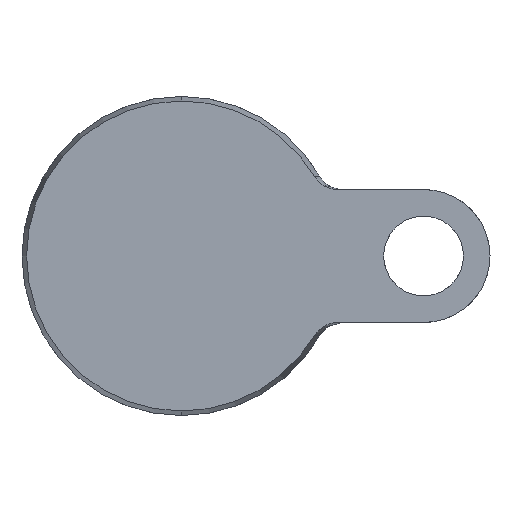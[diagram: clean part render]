
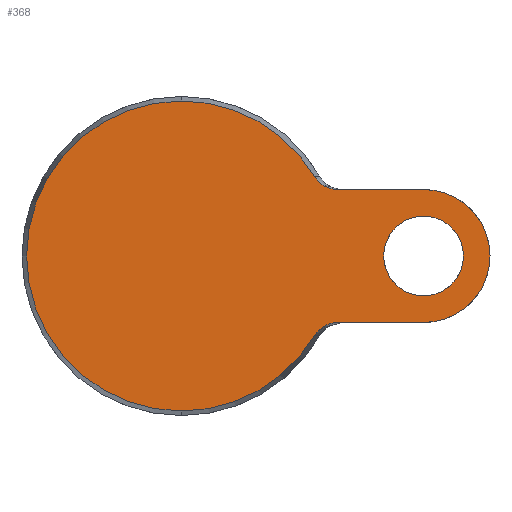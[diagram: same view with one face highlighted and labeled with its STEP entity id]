
A CAD part, front view. The second image highlights one B-rep face of the part: STEP entity #368.
In plain terms, the highlighted planar face has unit normal (0, -1, 0).
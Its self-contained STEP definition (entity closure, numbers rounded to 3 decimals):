
#7 = CARTESIAN_POINT ( 'NONE',  ( 25.011, 0., -14.959 ) ) ;
#31 = AXIS2_PLACEMENT_3D ( 'NONE', #539, #527, #893 ) ;
#40 = EDGE_CURVE ( 'NONE', #1472, #794, #516, .T. ) ;
#41 = CARTESIAN_POINT ( 'NONE',  ( 15., 0., -12.5 ) ) ;
#59 = ORIENTED_EDGE ( 'NONE', *, *, #499, .F. ) ;
#70 = CARTESIAN_POINT ( 'NONE',  ( 0., 0., -29.143 ) ) ;
#86 = EDGE_CURVE ( 'NONE', #995, #914, #899, .T. ) ;
#105 = VECTOR ( 'NONE', #755, 1000. ) ;
#113 = CARTESIAN_POINT ( 'NONE',  ( 25.011, 0., -14.959 ) ) ;
#125 = VERTEX_POINT ( 'NONE', #70 ) ;
#126 = CARTESIAN_POINT ( 'NONE',  ( 25.237, 0., -14.58 ) ) ;
#141 = DIRECTION ( 'NONE',  ( 0., 0., 1. ) ) ;
#150 = DIRECTION ( 'NONE',  ( 0., 1., 0. ) ) ;
#166 = DIRECTION ( 'NONE',  ( 0., -1., 0. ) ) ;
#173 = VERTEX_POINT ( 'NONE', #643 ) ;
#233 = DIRECTION ( 'NONE',  ( 0., -1., 0. ) ) ;
#244 = CARTESIAN_POINT ( 'NONE',  ( 25.977, 0., -13.784 ) ) ;
#248 = CIRCLE ( 'NONE', #820, 12.5 ) ;
#263 = CIRCLE ( 'NONE', #545, 29.143 ) ;
#294 = AXIS2_PLACEMENT_3D ( 'NONE', #1169, #846, #141 ) ;
#303 = EDGE_CURVE ( 'NONE', #125, #1069, #919, .T. ) ;
#305 = LINE ( 'NONE', #1090, #105 ) ;
#306 = CARTESIAN_POINT ( 'NONE',  ( 25.011, 0., 14.959 ) ) ;
#314 = VERTEX_POINT ( 'NONE', #1276 ) ;
#335 = CARTESIAN_POINT ( 'NONE',  ( 0., 0., 0. ) ) ;
#355 = CARTESIAN_POINT ( 'NONE',  ( 26.862, 0., -13.142 ) ) ;
#356 = ORIENTED_EDGE ( 'NONE', *, *, #855, .F. ) ;
#368 = ADVANCED_FACE ( 'NONE', ( #598, #492 ), #400, .F. ) ;
#371 = EDGE_LOOP ( 'NONE', ( #59, #628, #865, #824, #706, #715, #1451, #356 ) ) ;
#389 = AXIS2_PLACEMENT_3D ( 'NONE', #854, #1170, #960 ) ;
#400 = PLANE ( 'NONE',  #389 ) ;
#414 = CARTESIAN_POINT ( 'NONE',  ( 26.495, 0., 13.38 ) ) ;
#421 = CARTESIAN_POINT ( 'NONE',  ( 27.659, 0., 12.79 ) ) ;
#433 = CARTESIAN_POINT ( 'NONE',  ( 27.057, 0., 13.048 ) ) ;
#438 = CARTESIAN_POINT ( 'NONE',  ( 28.933, 0., -12.5 ) ) ;
#441 = CARTESIAN_POINT ( 'NONE',  ( 0., 0., 0. ) ) ;
#492 = FACE_BOUND ( 'NONE', #691, .T. ) ;
#493 = CARTESIAN_POINT ( 'NONE',  ( 28.502, 0., 12.556 ) ) ;
#499 = EDGE_CURVE ( 'NONE', #995, #1058, #305, .T. ) ;
#516 = LINE ( 'NONE', #41, #1203 ) ;
#527 = DIRECTION ( 'NONE',  ( 0., 1., 0. ) ) ;
#539 = CARTESIAN_POINT ( 'NONE',  ( 45.5, 0., 0. ) ) ;
#543 = CARTESIAN_POINT ( 'NONE',  ( 27.871, 0., -12.72 ) ) ;
#545 = AXIS2_PLACEMENT_3D ( 'NONE', #600, #166, #1182 ) ;
#560 = CARTESIAN_POINT ( 'NONE',  ( 45.5, 0., -12.5 ) ) ;
#562 = DIRECTION ( 'NONE',  ( 0., 0., -1. ) ) ;
#583 = EDGE_CURVE ( 'NONE', #314, #609, #1319, .T. ) ;
#597 = DIRECTION ( 'NONE',  ( 0., 0., -1. ) ) ;
#598 = FACE_OUTER_BOUND ( 'NONE', #371, .T. ) ;
#600 = CARTESIAN_POINT ( 'NONE',  ( 0., 0., 0. ) ) ;
#609 = VERTEX_POINT ( 'NONE', #1237 ) ;
#628 = ORIENTED_EDGE ( 'NONE', *, *, #86, .T. ) ;
#643 = CARTESIAN_POINT ( 'NONE',  ( 0., 0., 29.143 ) ) ;
#645 = ORIENTED_EDGE ( 'NONE', *, *, #830, .T. ) ;
#679 = CARTESIAN_POINT ( 'NONE',  ( 26.497, 0., -13.379 ) ) ;
#691 = EDGE_LOOP ( 'NONE', ( #645, #1210 ) ) ;
#706 = ORIENTED_EDGE ( 'NONE', *, *, #303, .T. ) ;
#715 = ORIENTED_EDGE ( 'NONE', *, *, #1430, .T. ) ;
#755 = DIRECTION ( 'NONE',  ( 1., 0., 0. ) ) ;
#768 = CARTESIAN_POINT ( 'NONE',  ( 25.976, 0., 13.785 ) ) ;
#794 = VERTEX_POINT ( 'NONE', #942 ) ;
#795 = CARTESIAN_POINT ( 'NONE',  ( 27.255, 0., -12.953 ) ) ;
#796 = B_SPLINE_CURVE_WITH_KNOTS ( 'NONE', 3,
 ( #113, #126, #1470, #244, #1015, #679, #355, #795, #1271, #543, #1357, #438, #913 ),
 .UNSPECIFIED., .F., .F.,
 ( 4, 2, 2, 1, 2, 2, 4 ),
 ( 0., 0.001, 0.002, 0.003, 0.003, 0.004, 0.005 ),
 .UNSPECIFIED. ) ;
#820 = AXIS2_PLACEMENT_3D ( 'NONE', #1070, #150, #597 ) ;
#823 = DIRECTION ( 'NONE',  ( 0., 0., -1. ) ) ;
#824 = ORIENTED_EDGE ( 'NONE', *, *, #1094, .T. ) ;
#830 = EDGE_CURVE ( 'NONE', #609, #314, #967, .T. ) ;
#846 = DIRECTION ( 'NONE',  ( 0., 1., 0. ) ) ;
#854 = CARTESIAN_POINT ( 'NONE',  ( -29.143, 0., 0. ) ) ;
#855 = EDGE_CURVE ( 'NONE', #1058, #1472, #248, .T. ) ;
#865 = ORIENTED_EDGE ( 'NONE', *, *, #1213, .T. ) ;
#878 = CARTESIAN_POINT ( 'NONE',  ( 27.253, 0., 12.954 ) ) ;
#893 = DIRECTION ( 'NONE',  ( 0., 0., 1. ) ) ;
#895 = CARTESIAN_POINT ( 'NONE',  ( 26.678, 0., 13.261 ) ) ;
#896 = AXIS2_PLACEMENT_3D ( 'NONE', #441, #1481, #562 ) ;
#899 = B_SPLINE_CURVE_WITH_KNOTS ( 'NONE', 3,
 ( #1404, #945, #493, #1458, #421, #878, #433, #895, #414, #1232, #768, #983, #1116, #306 ),
 .UNSPECIFIED., .F., .F.,
 ( 4, 2, 2, 2, 2, 2, 4 ),
 ( 0., 0.001, 0.002, 0.003, 0.003, 0.004, 0.005 ),
 .UNSPECIFIED. ) ;
#913 = CARTESIAN_POINT ( 'NONE',  ( 29.374, 0., -12.5 ) ) ;
#914 = VERTEX_POINT ( 'NONE', #935 ) ;
#919 = CIRCLE ( 'NONE', #1295, 29.143 ) ;
#935 = CARTESIAN_POINT ( 'NONE',  ( 25.011, 0., 14.959 ) ) ;
#942 = CARTESIAN_POINT ( 'NONE',  ( 29.374, 0., -12.5 ) ) ;
#945 = CARTESIAN_POINT ( 'NONE',  ( 28.933, 0., 12.5 ) ) ;
#946 = CARTESIAN_POINT ( 'NONE',  ( 45.5, 0., 12.5 ) ) ;
#960 = DIRECTION ( 'NONE',  ( 0., 0., 1. ) ) ;
#967 = CIRCLE ( 'NONE', #294, 7.5 ) ;
#983 = CARTESIAN_POINT ( 'NONE',  ( 25.507, 0., 14.24 ) ) ;
#995 = VERTEX_POINT ( 'NONE', #1330 ) ;
#1015 = CARTESIAN_POINT ( 'NONE',  ( 26.146, 0., -13.64 ) ) ;
#1038 = CIRCLE ( 'NONE', #896, 29.143 ) ;
#1058 = VERTEX_POINT ( 'NONE', #946 ) ;
#1069 = VERTEX_POINT ( 'NONE', #7 ) ;
#1070 = CARTESIAN_POINT ( 'NONE',  ( 45.5, 0., 0. ) ) ;
#1090 = CARTESIAN_POINT ( 'NONE',  ( 15., 0., 12.5 ) ) ;
#1094 = EDGE_CURVE ( 'NONE', #173, #125, #1038, .T. ) ;
#1116 = CARTESIAN_POINT ( 'NONE',  ( 25.237, 0., 14.58 ) ) ;
#1169 = CARTESIAN_POINT ( 'NONE',  ( 45.5, 0., 0. ) ) ;
#1170 = DIRECTION ( 'NONE',  ( 0., 1., 0. ) ) ;
#1181 = DIRECTION ( 'NONE',  ( -1., 0., 0. ) ) ;
#1182 = DIRECTION ( 'NONE',  ( 0., 0., -1. ) ) ;
#1203 = VECTOR ( 'NONE', #1181, 1000. ) ;
#1210 = ORIENTED_EDGE ( 'NONE', *, *, #583, .T. ) ;
#1213 = EDGE_CURVE ( 'NONE', #914, #173, #263, .T. ) ;
#1232 = CARTESIAN_POINT ( 'NONE',  ( 26.144, 0., 13.642 ) ) ;
#1237 = CARTESIAN_POINT ( 'NONE',  ( 45.5, 0., -7.5 ) ) ;
#1271 = CARTESIAN_POINT ( 'NONE',  ( 27.662, 0., -12.789 ) ) ;
#1276 = CARTESIAN_POINT ( 'NONE',  ( 45.5, 0., 7.5 ) ) ;
#1295 = AXIS2_PLACEMENT_3D ( 'NONE', #335, #233, #823 ) ;
#1319 = CIRCLE ( 'NONE', #31, 7.5 ) ;
#1330 = CARTESIAN_POINT ( 'NONE',  ( 29.374, 0., 12.5 ) ) ;
#1357 = CARTESIAN_POINT ( 'NONE',  ( 28.503, 0., -12.556 ) ) ;
#1404 = CARTESIAN_POINT ( 'NONE',  ( 29.374, 0., 12.5 ) ) ;
#1430 = EDGE_CURVE ( 'NONE', #1069, #794, #796, .T. ) ;
#1451 = ORIENTED_EDGE ( 'NONE', *, *, #40, .F. ) ;
#1458 = CARTESIAN_POINT ( 'NONE',  ( 27.869, 0., 12.721 ) ) ;
#1470 = CARTESIAN_POINT ( 'NONE',  ( 25.508, 0., -14.24 ) ) ;
#1472 = VERTEX_POINT ( 'NONE', #560 ) ;
#1481 = DIRECTION ( 'NONE',  ( 0., -1., 0. ) ) ;
